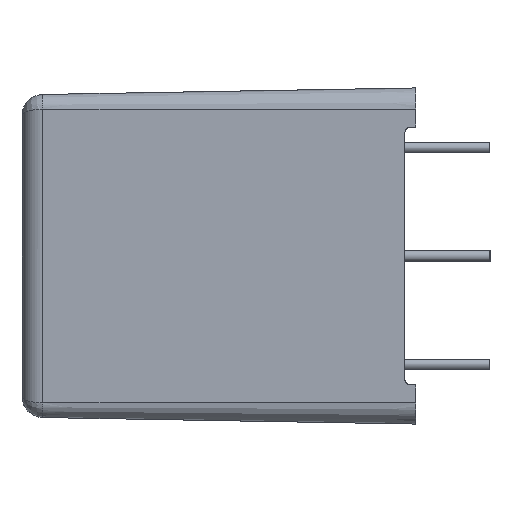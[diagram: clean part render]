
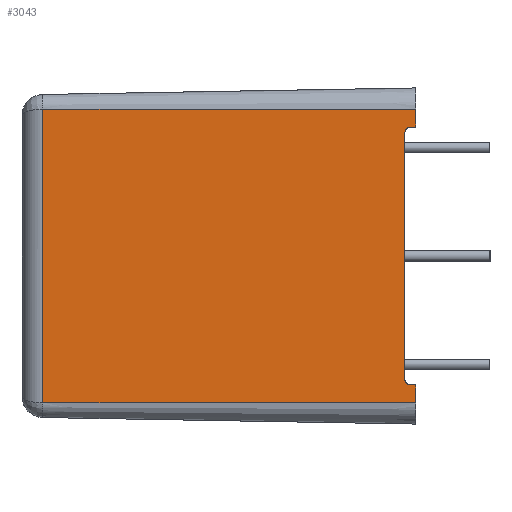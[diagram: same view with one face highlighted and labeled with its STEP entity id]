
A CAD part, left-side view. The second image highlights one B-rep face of the part: STEP entity #3043.
In plain terms, the highlighted planar face has unit normal (-1, 0.018, 0).
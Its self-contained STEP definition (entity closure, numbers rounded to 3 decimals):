
#9 = ORIENTED_EDGE ( 'NONE', *, *, #1376, .T. ) ;
#45 = CARTESIAN_POINT ( 'NONE',  ( -30., 0., 6.058 ) ) ;
#87 = CARTESIAN_POINT ( 'NONE',  ( -29.991, 0.5, 5.808 ) ) ;
#117 = CARTESIAN_POINT ( 'NONE',  ( -29.996, 0.25, 6.058 ) ) ;
#121 = CARTESIAN_POINT ( 'NONE',  ( -29.991, 0.5, 5.808 ) ) ;
#128 = CARTESIAN_POINT ( 'NONE',  ( -29.993, 0.396, 6.058 ) ) ;
#143 = VECTOR ( 'NONE', #2633, 1000. ) ;
#149 = CARTESIAN_POINT ( 'NONE',  ( -29.991, 0.5, 5.954 ) ) ;
#205 = CARTESIAN_POINT ( 'NONE',  ( -30., 0., -6.9 ) ) ;
#231 = LINE ( 'NONE', #3103, #143 ) ;
#331 = EDGE_CURVE ( 'NONE', #1543, #2325, #1374, .T. ) ;
#355 = CARTESIAN_POINT ( 'NONE',  ( -30., 0., 6.058 ) ) ;
#360 = DIRECTION ( 'NONE',  ( -0.017, -1., 0. ) ) ;
#386 = VERTEX_POINT ( 'NONE', #847 ) ;
#400 = CARTESIAN_POINT ( 'NONE',  ( -29.694, 17.517, -6.9 ) ) ;
#408 = LINE ( 'NONE', #2295, #2570 ) ;
#458 = LINE ( 'NONE', #1583, #1844 ) ;
#468 = CARTESIAN_POINT ( 'NONE',  ( -29.694, 17.517, 6.9 ) ) ;
#515 = VECTOR ( 'NONE', #1980, 1000. ) ;
#554 = DIRECTION ( 'NONE',  ( 0., 0., -1. ) ) ;
#567 = VERTEX_POINT ( 'NONE', #468 ) ;
#581 = LINE ( 'NONE', #205, #515 ) ;
#660 = EDGE_CURVE ( 'NONE', #567, #1543, #2858, .T. ) ;
#664 = DIRECTION ( 'NONE',  ( -0.017, -1., 0. ) ) ;
#668 = DIRECTION ( 'NONE',  ( -1., 0.017, 0. ) ) ;
#755 = LINE ( 'NONE', #2122, #1366 ) ;
#772 = ORIENTED_EDGE ( 'NONE', *, *, #1059, .T. ) ;
#823 = DIRECTION ( 'NONE',  ( -0.017, -1., 0. ) ) ;
#825 = CARTESIAN_POINT ( 'NONE',  ( -30., 0., -6.9 ) ) ;
#847 = CARTESIAN_POINT ( 'NONE',  ( -29.996, 0.25, -6.058 ) ) ;
#857 = ORIENTED_EDGE ( 'NONE', *, *, #1651, .T. ) ;
#944 = CARTESIAN_POINT ( 'NONE',  ( -29.694, 17.517, -6.9 ) ) ;
#1004 = CARTESIAN_POINT ( 'NONE',  ( -30., 0., -6.058 ) ) ;
#1059 = EDGE_CURVE ( 'NONE', #2301, #2098, #1985, .T. ) ;
#1273 = CARTESIAN_POINT ( 'NONE',  ( -29.991, 0.5, -5.808 ) ) ;
#1317 = CARTESIAN_POINT ( 'NONE',  ( -29.996, 0.25, -6.058 ) ) ;
#1366 = VECTOR ( 'NONE', #2629, 1000. ) ;
#1374 = LINE ( 'NONE', #825, #3325 ) ;
#1376 = EDGE_CURVE ( 'NONE', #2547, #386, #408, .T. ) ;
#1543 = VERTEX_POINT ( 'NONE', #944 ) ;
#1583 = CARTESIAN_POINT ( 'NONE',  ( -30., 0., 6.9 ) ) ;
#1625 = CARTESIAN_POINT ( 'NONE',  ( -29.991, 0.5, -5.954 ) ) ;
#1651 = EDGE_CURVE ( 'NONE', #3380, #2301, #755, .T. ) ;
#1677 = AXIS2_PLACEMENT_3D ( 'NONE', #2609, #668, #2638 ) ;
#1727 = ORIENTED_EDGE ( 'NONE', *, *, #2269, .T. ) ;
#1800 = DIRECTION ( 'NONE',  ( 0.017, 1., 0. ) ) ;
#1821 = CARTESIAN_POINT ( 'NONE',  ( -30., 0., 6.9 ) ) ;
#1844 = VECTOR ( 'NONE', #360, 1000. ) ;
#1903 = VECTOR ( 'NONE', #664, 1000. ) ;
#1965 = ORIENTED_EDGE ( 'NONE', *, *, #660, .T. ) ;
#1980 = DIRECTION ( 'NONE',  ( 0., 0., 1. ) ) ;
#1985 =( BOUNDED_CURVE ( )  B_SPLINE_CURVE ( 3, ( #121, #149, #128, #117 ),
 .UNSPECIFIED., .F., .T. ) 
 B_SPLINE_CURVE_WITH_KNOTS ( ( 4, 4 ),
 ( 0., 1.571 ),
 .UNSPECIFIED. ) 
 CURVE ( )  GEOMETRIC_REPRESENTATION_ITEM ( )  RATIONAL_B_SPLINE_CURVE ( ( 1., 0.805, 0.805, 1. ) ) 
 REPRESENTATION_ITEM ( '' )  );
#2038 = EDGE_CURVE ( 'NONE', #2996, #2948, #581, .T. ) ;
#2098 = VERTEX_POINT ( 'NONE', #3450 ) ;
#2122 = CARTESIAN_POINT ( 'NONE',  ( -29.991, 0.5, -6.9 ) ) ;
#2269 = EDGE_CURVE ( 'NONE', #2098, #2996, #2506, .T. ) ;
#2295 = CARTESIAN_POINT ( 'NONE',  ( -30., 0., -6.058 ) ) ;
#2297 = EDGE_CURVE ( 'NONE', #2325, #2547, #231, .T. ) ;
#2301 = VERTEX_POINT ( 'NONE', #87 ) ;
#2325 = VERTEX_POINT ( 'NONE', #2648 ) ;
#2358 = PLANE ( 'NONE',  #1677 ) ;
#2380 = ORIENTED_EDGE ( 'NONE', *, *, #2297, .T. ) ;
#2436 = ORIENTED_EDGE ( 'NONE', *, *, #3087, .F. ) ;
#2506 = LINE ( 'NONE', #355, #1903 ) ;
#2520 = ORIENTED_EDGE ( 'NONE', *, *, #2527, .T. ) ;
#2527 = EDGE_CURVE ( 'NONE', #386, #3380, #2980, .T. ) ;
#2547 = VERTEX_POINT ( 'NONE', #1004 ) ;
#2570 = VECTOR ( 'NONE', #1800, 1000. ) ;
#2572 = EDGE_LOOP ( 'NONE', ( #2436, #1965, #2824, #2380, #9, #2520, #857, #772, #1727, #3370 ) ) ;
#2609 = CARTESIAN_POINT ( 'NONE',  ( -30., 0., -6.9 ) ) ;
#2629 = DIRECTION ( 'NONE',  ( 0., 0., 1. ) ) ;
#2633 = DIRECTION ( 'NONE',  ( 0., 0., 1. ) ) ;
#2638 = DIRECTION ( 'NONE',  ( -0.017, -1., 0. ) ) ;
#2648 = CARTESIAN_POINT ( 'NONE',  ( -30., 0., -6.9 ) ) ;
#2721 = FACE_OUTER_BOUND ( 'NONE', #2572, .T. ) ;
#2802 = VECTOR ( 'NONE', #554, 1000. ) ;
#2824 = ORIENTED_EDGE ( 'NONE', *, *, #331, .T. ) ;
#2858 = LINE ( 'NONE', #400, #2802 ) ;
#2922 = CARTESIAN_POINT ( 'NONE',  ( -29.993, 0.396, -6.058 ) ) ;
#2948 = VERTEX_POINT ( 'NONE', #1821 ) ;
#2980 =( BOUNDED_CURVE ( )  B_SPLINE_CURVE ( 3, ( #1317, #2922, #1625, #3382 ),
 .UNSPECIFIED., .F., .T. ) 
 B_SPLINE_CURVE_WITH_KNOTS ( ( 4, 4 ),
 ( 4.712, 6.283 ),
 .UNSPECIFIED. ) 
 CURVE ( )  GEOMETRIC_REPRESENTATION_ITEM ( )  RATIONAL_B_SPLINE_CURVE ( ( 1., 0.805, 0.805, 1. ) ) 
 REPRESENTATION_ITEM ( '' )  );
#2996 = VERTEX_POINT ( 'NONE', #45 ) ;
#3043 = ADVANCED_FACE ( 'NONE', ( #2721 ), #2358, .T. ) ;
#3087 = EDGE_CURVE ( 'NONE', #567, #2948, #458, .T. ) ;
#3103 = CARTESIAN_POINT ( 'NONE',  ( -30., 0., -6.9 ) ) ;
#3325 = VECTOR ( 'NONE', #823, 1000. ) ;
#3370 = ORIENTED_EDGE ( 'NONE', *, *, #2038, .T. ) ;
#3380 = VERTEX_POINT ( 'NONE', #1273 ) ;
#3382 = CARTESIAN_POINT ( 'NONE',  ( -29.991, 0.5, -5.808 ) ) ;
#3450 = CARTESIAN_POINT ( 'NONE',  ( -29.996, 0.25, 6.058 ) ) ;
